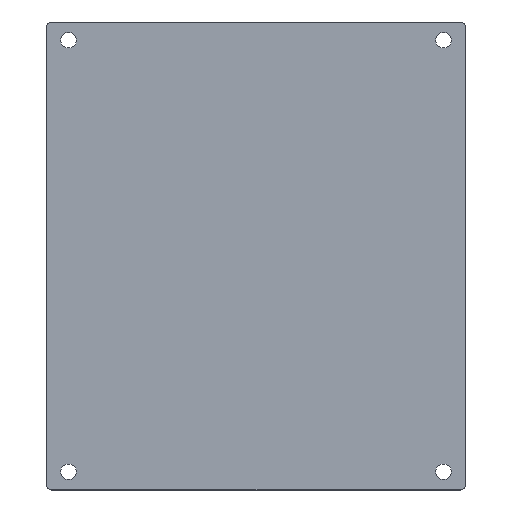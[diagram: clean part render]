
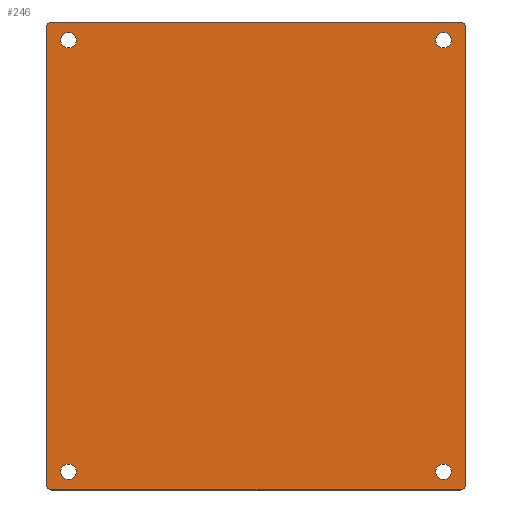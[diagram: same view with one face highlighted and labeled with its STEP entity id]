
A CAD part, top view. The second image highlights one B-rep face of the part: STEP entity #246.
In plain terms, the highlighted planar face has unit normal (0, 0, 1).
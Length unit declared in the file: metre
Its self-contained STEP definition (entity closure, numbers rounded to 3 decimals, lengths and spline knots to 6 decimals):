
#20=LINE('',#394,#36);
#21=LINE('',#398,#37);
#22=LINE('',#402,#38);
#23=LINE('',#406,#39);
#36=VECTOR('',#317,1.);
#37=VECTOR('',#320,1.);
#38=VECTOR('',#323,1.);
#39=VECTOR('',#326,1.);
#52=ORIENTED_EDGE('',*,*,#116,.T.);
#53=ORIENTED_EDGE('',*,*,#117,.F.);
#54=ORIENTED_EDGE('',*,*,#118,.F.);
#55=ORIENTED_EDGE('',*,*,#119,.F.);
#56=ORIENTED_EDGE('',*,*,#120,.T.);
#57=ORIENTED_EDGE('',*,*,#121,.T.);
#58=ORIENTED_EDGE('',*,*,#122,.T.);
#59=ORIENTED_EDGE('',*,*,#123,.T.);
#60=ORIENTED_EDGE('',*,*,#124,.T.);
#61=ORIENTED_EDGE('',*,*,#125,.F.);
#62=ORIENTED_EDGE('',*,*,#126,.T.);
#63=ORIENTED_EDGE('',*,*,#127,.F.);
#116=EDGE_CURVE('',#148,#148,#172,.T.);
#117=EDGE_CURVE('',#149,#149,#173,.T.);
#118=EDGE_CURVE('',#150,#150,#174,.T.);
#119=EDGE_CURVE('',#151,#151,#175,.T.);
#120=EDGE_CURVE('',#152,#153,#176,.T.);
#121=EDGE_CURVE('',#153,#154,#20,.T.);
#122=EDGE_CURVE('',#154,#155,#177,.T.);
#123=EDGE_CURVE('',#155,#156,#21,.T.);
#124=EDGE_CURVE('',#156,#157,#178,.T.);
#125=EDGE_CURVE('',#158,#157,#22,.T.);
#126=EDGE_CURVE('',#158,#159,#179,.T.);
#127=EDGE_CURVE('',#152,#159,#23,.T.);
#148=VERTEX_POINT('',#384);
#149=VERTEX_POINT('',#386);
#150=VERTEX_POINT('',#388);
#151=VERTEX_POINT('',#390);
#152=VERTEX_POINT('',#392);
#153=VERTEX_POINT('',#393);
#154=VERTEX_POINT('',#395);
#155=VERTEX_POINT('',#397);
#156=VERTEX_POINT('',#399);
#157=VERTEX_POINT('',#401);
#158=VERTEX_POINT('',#403);
#159=VERTEX_POINT('',#405);
#172=CIRCLE('',#274,0.0016);
#173=CIRCLE('',#275,0.0016);
#174=CIRCLE('',#276,0.0016);
#175=CIRCLE('',#277,0.0016);
#176=CIRCLE('',#278,0.001);
#177=CIRCLE('',#279,0.001);
#178=CIRCLE('',#280,0.001);
#179=CIRCLE('',#281,0.001);
#188=EDGE_LOOP('',(#52));
#189=EDGE_LOOP('',(#53));
#190=EDGE_LOOP('',(#54));
#191=EDGE_LOOP('',(#55));
#192=EDGE_LOOP('',(#56,#57,#58,#59,#60,#61,#62,#63));
#214=FACE_BOUND('',#188,.T.);
#215=FACE_BOUND('',#189,.T.);
#216=FACE_BOUND('',#190,.T.);
#217=FACE_BOUND('',#191,.T.);
#218=FACE_BOUND('',#192,.T.);
#240=PLANE('',#273);
#246=ADVANCED_FACE('',(#214,#215,#216,#217,#218),#240,.T.);
#273=AXIS2_PLACEMENT_3D('',#382,#305,#306);
#274=AXIS2_PLACEMENT_3D('',#383,#307,#308);
#275=AXIS2_PLACEMENT_3D('',#385,#309,#310);
#276=AXIS2_PLACEMENT_3D('',#387,#311,#312);
#277=AXIS2_PLACEMENT_3D('',#389,#313,#314);
#278=AXIS2_PLACEMENT_3D('',#391,#315,#316);
#279=AXIS2_PLACEMENT_3D('',#396,#318,#319);
#280=AXIS2_PLACEMENT_3D('',#400,#321,#322);
#281=AXIS2_PLACEMENT_3D('',#404,#324,#325);
#305=DIRECTION('',(0.,0.,1.));
#306=DIRECTION('',(1.,0.,0.));
#307=DIRECTION('',(0.,0.,-1.));
#308=DIRECTION('',(1.,0.,0.));
#309=DIRECTION('',(0.,0.,1.));
#310=DIRECTION('',(1.,0.,0.));
#311=DIRECTION('',(0.,0.,1.));
#312=DIRECTION('',(1.,0.,0.));
#313=DIRECTION('',(0.,0.,1.));
#314=DIRECTION('',(1.,0.,0.));
#315=DIRECTION('',(0.,0.,1.));
#316=DIRECTION('',(1.,0.,0.));
#317=DIRECTION('',(0.,1.,0.));
#318=DIRECTION('',(0.,0.,1.));
#319=DIRECTION('',(1.,0.,0.));
#320=DIRECTION('',(-1.,0.,0.));
#321=DIRECTION('',(0.,0.,1.));
#322=DIRECTION('',(1.,0.,0.));
#323=DIRECTION('',(0.,1.,0.));
#324=DIRECTION('',(0.,0.,1.));
#325=DIRECTION('',(1.,0.,0.));
#326=DIRECTION('',(-1.,0.,0.));
#382=CARTESIAN_POINT('',(0.,0.,0.0016));
#383=CARTESIAN_POINT('',(0.038075,-0.043825,0.0016));
#384=CARTESIAN_POINT('',(0.039675,-0.043825,0.0016));
#385=CARTESIAN_POINT('',(-0.038075,0.043825,0.0016));
#386=CARTESIAN_POINT('',(-0.036475,0.043825,0.0016));
#387=CARTESIAN_POINT('',(-0.038075,-0.043825,0.0016));
#388=CARTESIAN_POINT('',(-0.036475,-0.043825,0.0016));
#389=CARTESIAN_POINT('',(0.038075,0.043825,0.0016));
#390=CARTESIAN_POINT('',(0.039675,0.043825,0.0016));
#391=CARTESIAN_POINT('',(0.0415,-0.0465,0.0016));
#392=CARTESIAN_POINT('',(0.0415,-0.0475,0.0016));
#393=CARTESIAN_POINT('',(0.0425,-0.0465,0.0016));
#394=CARTESIAN_POINT('',(0.0425,0.,0.0016));
#395=CARTESIAN_POINT('',(0.0425,0.0465,0.0016));
#396=CARTESIAN_POINT('',(0.0415,0.0465,0.0016));
#397=CARTESIAN_POINT('',(0.0415,0.0475,0.0016));
#398=CARTESIAN_POINT('',(0.,0.0475,0.0016));
#399=CARTESIAN_POINT('',(-0.0415,0.0475,0.0016));
#400=CARTESIAN_POINT('',(-0.0415,0.0465,0.0016));
#401=CARTESIAN_POINT('',(-0.0425,0.0465,0.0016));
#402=CARTESIAN_POINT('',(-0.0425,0.,0.0016));
#403=CARTESIAN_POINT('',(-0.0425,-0.0465,0.0016));
#404=CARTESIAN_POINT('',(-0.0415,-0.0465,0.0016));
#405=CARTESIAN_POINT('',(-0.0415,-0.0475,0.0016));
#406=CARTESIAN_POINT('',(0.,-0.0475,0.0016));
